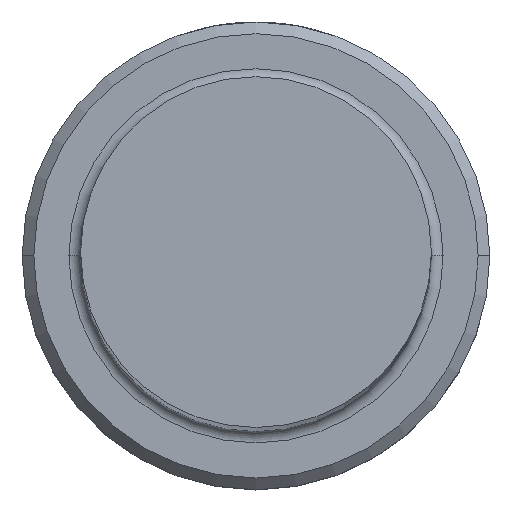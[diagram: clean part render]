
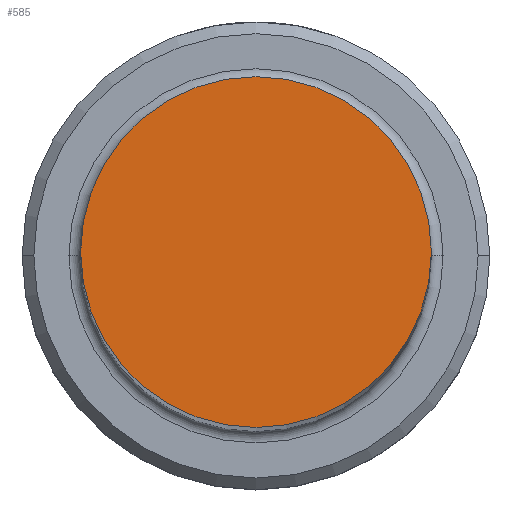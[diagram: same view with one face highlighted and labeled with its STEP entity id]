
A CAD part, top view. The second image highlights one B-rep face of the part: STEP entity #585.
In plain terms, the highlighted planar face has unit normal (0, 0, 1).
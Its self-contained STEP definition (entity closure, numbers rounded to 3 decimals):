
#88 = AXIS2_PLACEMENT_3D ( 'NONE', #99, #753, #196 ) ;
#99 = CARTESIAN_POINT ( 'NONE',  ( 0., 0., 100. ) ) ;
#196 = DIRECTION ( 'NONE',  ( 1., 0., 0. ) ) ;
#198 = CARTESIAN_POINT ( 'NONE',  ( 0., 0., 100. ) ) ;
#226 = ORIENTED_EDGE ( 'NONE', *, *, #1007, .T. ) ;
#244 = FACE_OUTER_BOUND ( 'NONE', #959, .T. ) ;
#248 = ORIENTED_EDGE ( 'NONE', *, *, #556, .T. ) ;
#291 = DIRECTION ( 'NONE',  ( 0., 0., 1. ) ) ;
#327 = CIRCLE ( 'NONE', #88, 7.5 ) ;
#384 = DIRECTION ( 'NONE',  ( 1., 0., 0. ) ) ;
#458 = AXIS2_PLACEMENT_3D ( 'NONE', #198, #291, #384 ) ;
#503 = DIRECTION ( 'NONE',  ( 0., 0., 1. ) ) ;
#518 = VERTEX_POINT ( 'NONE', #746 ) ;
#556 = EDGE_CURVE ( 'NONE', #518, #1121, #327, .T. ) ;
#585 = ADVANCED_FACE ( 'NONE', ( #244 ), #956, .T. ) ;
#733 = CARTESIAN_POINT ( 'NONE',  ( -7.5, 0., 100. ) ) ;
#746 = CARTESIAN_POINT ( 'NONE',  ( 7.5, 0., 100. ) ) ;
#753 = DIRECTION ( 'NONE',  ( 0., 0., 1. ) ) ;
#812 = AXIS2_PLACEMENT_3D ( 'NONE', #1076, #503, #1159 ) ;
#845 = CIRCLE ( 'NONE', #812, 7.5 ) ;
#956 = PLANE ( 'NONE',  #458 ) ;
#959 = EDGE_LOOP ( 'NONE', ( #226, #248 ) ) ;
#1007 = EDGE_CURVE ( 'NONE', #1121, #518, #845, .T. ) ;
#1076 = CARTESIAN_POINT ( 'NONE',  ( 0., 0., 100. ) ) ;
#1121 = VERTEX_POINT ( 'NONE', #733 ) ;
#1159 = DIRECTION ( 'NONE',  ( 1., 0., 0. ) ) ;
